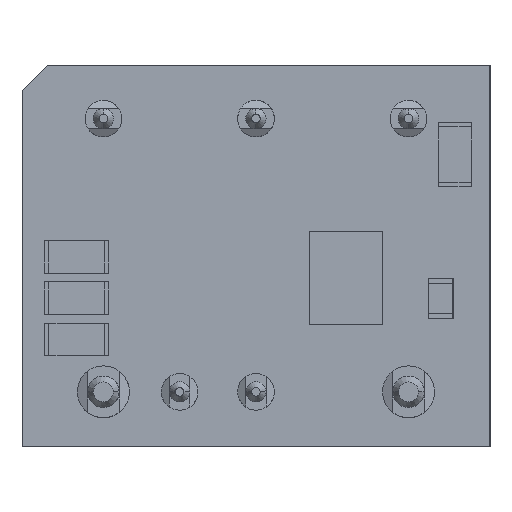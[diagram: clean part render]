
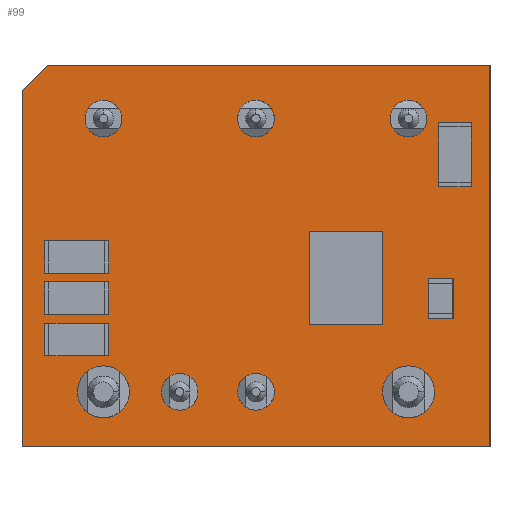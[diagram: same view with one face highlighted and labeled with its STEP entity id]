
A CAD part, front view. The second image highlights one B-rep face of the part: STEP entity #99.
In plain terms, the highlighted planar face has unit normal (-0.001, -1, 0).
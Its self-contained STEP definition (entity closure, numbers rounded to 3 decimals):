
#2=DIRECTION('',(-0.707,0.,-0.707));
#3=VECTOR('',#2,1.796);
#4=CARTESIAN_POINT('',(-10.414,0.,9.525));
#5=LINE('',#4,#3);
#6=DIRECTION('',(1.,0.,0.));
#7=VECTOR('',#6,22.098);
#8=CARTESIAN_POINT('',(-10.414,0.,9.525));
#9=LINE('',#8,#7);
#10=DIRECTION('',(0.,0.,-1.));
#11=VECTOR('',#10,19.05);
#12=CARTESIAN_POINT('',(11.684,0.,9.525));
#13=LINE('',#12,#11);
#14=DIRECTION('',(-1.,0.,0.));
#15=VECTOR('',#14,23.368);
#16=CARTESIAN_POINT('',(11.684,0.,-9.525));
#17=LINE('',#16,#15);
#18=DIRECTION('',(0.,0.,1.));
#19=VECTOR('',#18,17.78);
#20=CARTESIAN_POINT('',(-11.684,0.,-9.525));
#21=LINE('',#20,#19);
#62=CARTESIAN_POINT('',(11.684,0.,9.525));
#63=CARTESIAN_POINT('',(11.684,0.,-9.525));
#64=VERTEX_POINT('',#62);
#65=VERTEX_POINT('',#63);
#66=CARTESIAN_POINT('',(-11.684,0.,-9.525));
#67=VERTEX_POINT('',#66);
#74=CARTESIAN_POINT('',(-10.414,0.,9.525));
#75=CARTESIAN_POINT('',(-11.684,0.,8.255));
#76=VERTEX_POINT('',#74);
#77=VERTEX_POINT('',#75);
#82=CARTESIAN_POINT('',(0.,0.,0.));
#83=DIRECTION('',(0.,1.,0.));
#84=DIRECTION('',(1.,0.,0.));
#85=AXIS2_PLACEMENT_3D('',#82,#83,#84);
#86=PLANE('',#85);
#88=ORIENTED_EDGE('',*,*,#87,.F.);
#90=ORIENTED_EDGE('',*,*,#89,.T.);
#92=ORIENTED_EDGE('',*,*,#91,.T.);
#94=ORIENTED_EDGE('',*,*,#93,.T.);
#96=ORIENTED_EDGE('',*,*,#95,.T.);
#97=EDGE_LOOP('',(#88,#90,#92,#94,#96));
#98=FACE_OUTER_BOUND('',#97,.F.);
#99=ADVANCED_FACE('',(#98),#86,.F.);
#87=EDGE_CURVE('',#76,#77,#5,.T.);
#89=EDGE_CURVE('',#76,#64,#9,.T.);
#91=EDGE_CURVE('',#64,#65,#13,.T.);
#93=EDGE_CURVE('',#65,#67,#17,.T.);
#95=EDGE_CURVE('',#67,#77,#21,.T.);
